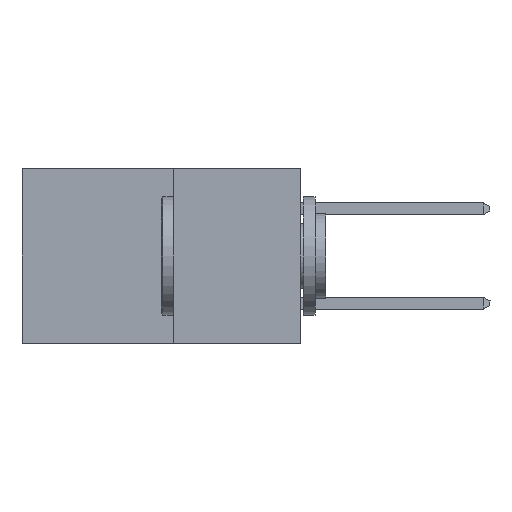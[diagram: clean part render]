
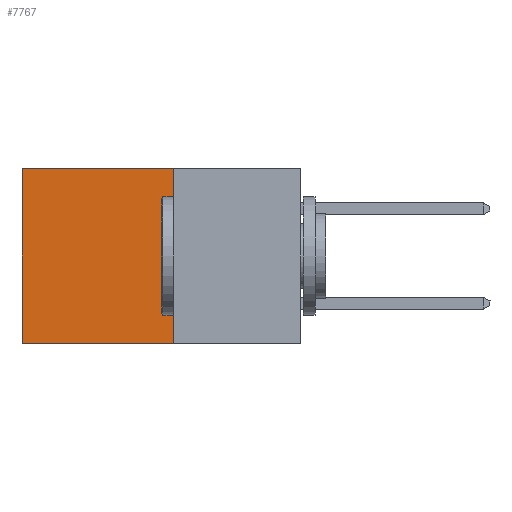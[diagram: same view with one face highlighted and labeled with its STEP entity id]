
A CAD part, left-side view. The second image highlights one B-rep face of the part: STEP entity #7767.
In plain terms, the highlighted planar face has unit normal (-1, 0, 0).
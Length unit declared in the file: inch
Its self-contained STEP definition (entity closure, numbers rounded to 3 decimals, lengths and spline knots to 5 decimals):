
#125 = VERTEX_POINT ( 'NONE', #3365 ) ;
#578 = PLANE ( 'NONE',  #3033 ) ;
#1202 = ORIENTED_EDGE ( 'NONE', *, *, #1516, .T. ) ;
#1439 = DIRECTION ( 'NONE',  ( 1., 0., 0. ) ) ;
#1459 = ORIENTED_EDGE ( 'NONE', *, *, #6762, .T. ) ;
#1516 = EDGE_CURVE ( 'NONE', #1652, #4688, #4151, .T. ) ;
#1652 = VERTEX_POINT ( 'NONE', #5474 ) ;
#1986 = DIRECTION ( 'NONE',  ( 0., 1., 0. ) ) ;
#1989 = CARTESIAN_POINT ( 'NONE',  ( 0.277, 0.27, 0. ) ) ;
#2238 = EDGE_LOOP ( 'NONE', ( #1202, #5420, #7441, #1459 ) ) ;
#3033 = AXIS2_PLACEMENT_3D ( 'NONE', #6148, #1439, #6898 ) ;
#3040 = VECTOR ( 'NONE', #1986, 39.37008 ) ;
#3206 = VERTEX_POINT ( 'NONE', #9881 ) ;
#3246 = VECTOR ( 'NONE', #5349, 39.37008 ) ;
#3365 = CARTESIAN_POINT ( 'NONE',  ( 0.277, 0.27, 0. ) ) ;
#3414 = DIRECTION ( 'NONE',  ( 0., 0., -1. ) ) ;
#4151 = LINE ( 'NONE', #7328, #7985 ) ;
#4688 = VERTEX_POINT ( 'NONE', #5501 ) ;
#5123 = LINE ( 'NONE', #1989, #3040 ) ;
#5349 = DIRECTION ( 'NONE',  ( 0., 0., -1. ) ) ;
#5420 = ORIENTED_EDGE ( 'NONE', *, *, #7195, .F. ) ;
#5474 = CARTESIAN_POINT ( 'NONE',  ( 0.277, 0.59, 0. ) ) ;
#5501 = CARTESIAN_POINT ( 'NONE',  ( 0.277, 0.59, -0.37 ) ) ;
#5518 = VECTOR ( 'NONE', #9933, 39.37008 ) ;
#6148 = CARTESIAN_POINT ( 'NONE',  ( 0.277, 0.27, -0.37 ) ) ;
#6762 = EDGE_CURVE ( 'NONE', #125, #1652, #5123, .T. ) ;
#6898 = DIRECTION ( 'NONE',  ( 0., 0., -1. ) ) ;
#7195 = EDGE_CURVE ( 'NONE', #3206, #4688, #9640, .T. ) ;
#7328 = CARTESIAN_POINT ( 'NONE',  ( 0.277, 0.59, -0.37 ) ) ;
#7441 = ORIENTED_EDGE ( 'NONE', *, *, #9132, .F. ) ;
#7767 = ADVANCED_FACE ( 'NONE', ( #8537 ), #578, .F. ) ;
#7985 = VECTOR ( 'NONE', #3414, 39.37008 ) ;
#8537 = FACE_OUTER_BOUND ( 'NONE', #2238, .T. ) ;
#9034 = CARTESIAN_POINT ( 'NONE',  ( 0.277, 0.27, -0.37 ) ) ;
#9044 = LINE ( 'NONE', #9034, #3246 ) ;
#9132 = EDGE_CURVE ( 'NONE', #125, #3206, #9044, .T. ) ;
#9640 = LINE ( 'NONE', #9963, #5518 ) ;
#9881 = CARTESIAN_POINT ( 'NONE',  ( 0.277, 0.27, -0.37 ) ) ;
#9933 = DIRECTION ( 'NONE',  ( 0., 1., 0. ) ) ;
#9963 = CARTESIAN_POINT ( 'NONE',  ( 0.277, 0.27, -0.37 ) ) ;
